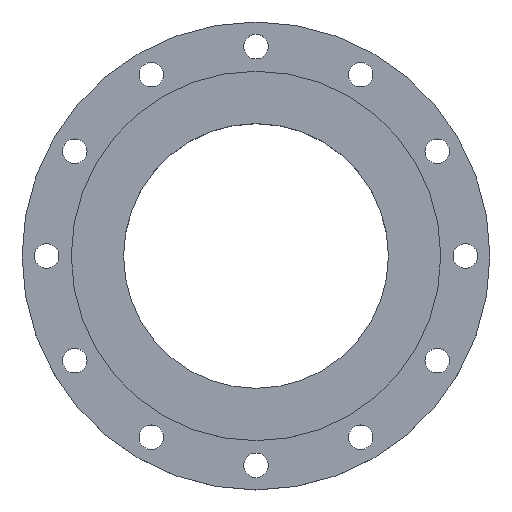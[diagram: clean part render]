
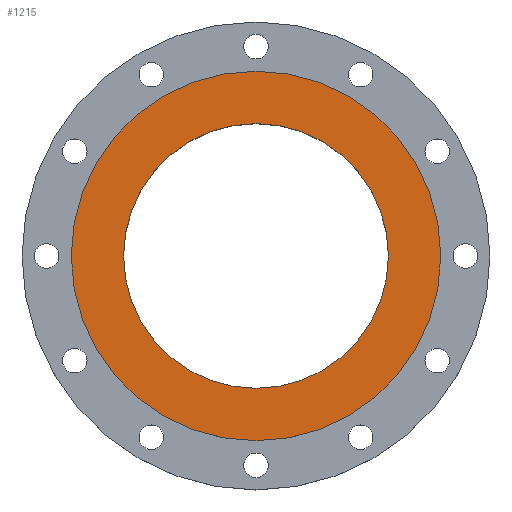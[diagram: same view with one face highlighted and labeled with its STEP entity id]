
A CAD part, top view. The second image highlights one B-rep face of the part: STEP entity #1215.
In plain terms, the highlighted planar face has unit normal (0, 0, 1).
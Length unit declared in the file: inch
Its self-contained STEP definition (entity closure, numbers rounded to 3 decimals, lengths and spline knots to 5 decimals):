
#12 = VERTEX_POINT ( 'NONE', #710 ) ;
#14 = CARTESIAN_POINT ( 'NONE',  ( 0., 0., 0. ) ) ;
#39 = EDGE_CURVE ( 'NONE', #1166, #751, #631, .T. ) ;
#85 = EDGE_LOOP ( 'NONE', ( #1057, #701 ) ) ;
#98 = DIRECTION ( 'NONE',  ( 1., 0., 0. ) ) ;
#128 = CIRCLE ( 'NONE', #865, 5.375 ) ;
#130 = CIRCLE ( 'NONE', #186, 7.5 ) ;
#144 = CARTESIAN_POINT ( 'NONE',  ( 0., 5.375, 0. ) ) ;
#182 = AXIS2_PLACEMENT_3D ( 'NONE', #339, #680, #1259 ) ;
#186 = AXIS2_PLACEMENT_3D ( 'NONE', #340, #1270, #236 ) ;
#221 = DIRECTION ( 'NONE',  ( 0., 0., 1. ) ) ;
#236 = DIRECTION ( 'NONE',  ( 1., 0., 0. ) ) ;
#244 = ORIENTED_EDGE ( 'NONE', *, *, #39, .F. ) ;
#318 = EDGE_LOOP ( 'NONE', ( #858, #244 ) ) ;
#339 = CARTESIAN_POINT ( 'NONE',  ( 0., 0., 0. ) ) ;
#340 = CARTESIAN_POINT ( 'NONE',  ( 0., 0., 0. ) ) ;
#614 = CARTESIAN_POINT ( 'NONE',  ( -5.375, 0., 0. ) ) ;
#631 = CIRCLE ( 'NONE', #808, 5.375 ) ;
#673 = CARTESIAN_POINT ( 'NONE',  ( 5.375, 0., 0. ) ) ;
#676 = DIRECTION ( 'NONE',  ( 1., 0., 0. ) ) ;
#680 = DIRECTION ( 'NONE',  ( 0., 0., 1. ) ) ;
#701 = ORIENTED_EDGE ( 'NONE', *, *, #1473, .T. ) ;
#710 = CARTESIAN_POINT ( 'NONE',  ( 7.5, 0., 0. ) ) ;
#719 = FACE_OUTER_BOUND ( 'NONE', #85, .T. ) ;
#751 = VERTEX_POINT ( 'NONE', #673 ) ;
#774 = EDGE_CURVE ( 'NONE', #12, #1047, #1054, .T. ) ;
#808 = AXIS2_PLACEMENT_3D ( 'NONE', #14, #1408, #98 ) ;
#858 = ORIENTED_EDGE ( 'NONE', *, *, #1018, .F. ) ;
#865 = AXIS2_PLACEMENT_3D ( 'NONE', #1375, #221, #676 ) ;
#931 = CARTESIAN_POINT ( 'NONE',  ( -7.5, 0., 0. ) ) ;
#977 = FACE_BOUND ( 'NONE', #318, .T. ) ;
#1008 = DIRECTION ( 'NONE',  ( 0., 0., -1. ) ) ;
#1018 = EDGE_CURVE ( 'NONE', #751, #1166, #128, .T. ) ;
#1047 = VERTEX_POINT ( 'NONE', #931 ) ;
#1054 = CIRCLE ( 'NONE', #182, 7.5 ) ;
#1057 = ORIENTED_EDGE ( 'NONE', *, *, #774, .T. ) ;
#1166 = VERTEX_POINT ( 'NONE', #614 ) ;
#1184 = PLANE ( 'NONE',  #1350 ) ;
#1215 = ADVANCED_FACE ( 'NONE', ( #977, #719 ), #1184, .F. ) ;
#1259 = DIRECTION ( 'NONE',  ( 1., 0., 0. ) ) ;
#1270 = DIRECTION ( 'NONE',  ( 0., 0., 1. ) ) ;
#1350 = AXIS2_PLACEMENT_3D ( 'NONE', #144, #1008, #1465 ) ;
#1375 = CARTESIAN_POINT ( 'NONE',  ( 0., 0., 0. ) ) ;
#1408 = DIRECTION ( 'NONE',  ( 0., 0., 1. ) ) ;
#1465 = DIRECTION ( 'NONE',  ( -1., 0., 0. ) ) ;
#1473 = EDGE_CURVE ( 'NONE', #1047, #12, #130, .T. ) ;
